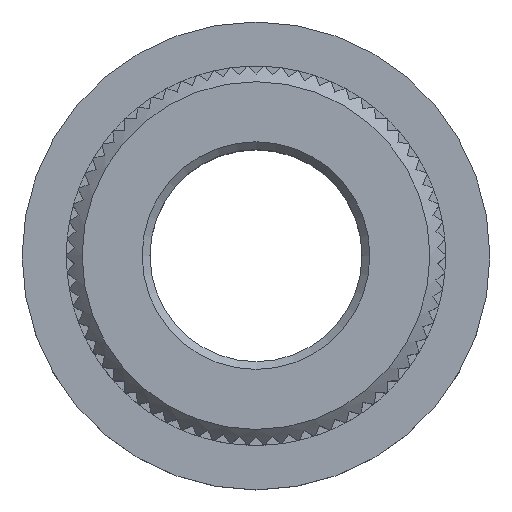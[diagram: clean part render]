
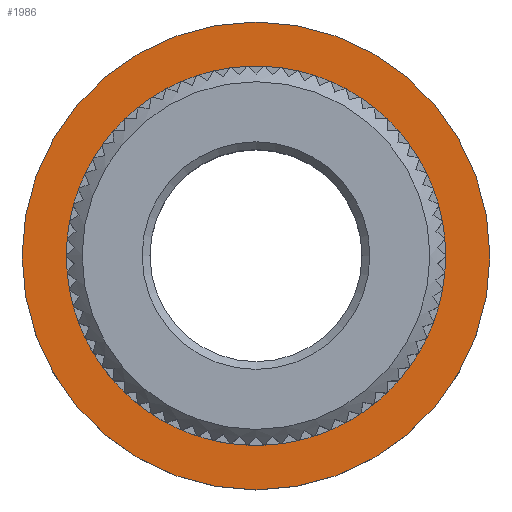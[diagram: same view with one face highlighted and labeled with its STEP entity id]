
A CAD part, top view. The second image highlights one B-rep face of the part: STEP entity #1986.
In plain terms, the highlighted planar face has unit normal (0, 0, 1).
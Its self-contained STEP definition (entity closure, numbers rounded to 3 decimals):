
#1384 = VERTEX_POINT ( 'NONE', #6803 ) ;
#1592 = FACE_OUTER_BOUND ( 'NONE', #4833, .T. ) ;
#1649 = PLANE ( 'NONE',  #5089 ) ;
#1986 = ADVANCED_FACE ( 'NONE', ( #7072, #1592 ), #1649, .T. ) ;
#2610 = CIRCLE ( 'NONE', #2837, 6.075 ) ;
#2711 = ORIENTED_EDGE ( 'NONE', *, *, #6450, .T. ) ;
#2712 = ORIENTED_EDGE ( 'NONE', *, *, #4383, .F. ) ;
#2779 = CARTESIAN_POINT ( 'NONE',  ( 0., 0., 2. ) ) ;
#2837 = AXIS2_PLACEMENT_3D ( 'NONE', #3658, #3686, #4894 ) ;
#2873 = DIRECTION ( 'NONE',  ( 0., 0., 1. ) ) ;
#2946 = CARTESIAN_POINT ( 'NONE',  ( 7.5, 0., 2. ) ) ;
#3658 = CARTESIAN_POINT ( 'NONE',  ( 0., 0., 2. ) ) ;
#3686 = DIRECTION ( 'NONE',  ( 0., 0., 1. ) ) ;
#3978 = CIRCLE ( 'NONE', #7032, 7.5 ) ;
#4383 = EDGE_CURVE ( 'NONE', #1384, #1384, #2610, .T. ) ;
#4816 = DIRECTION ( 'NONE',  ( 1., 0., 0. ) ) ;
#4833 = EDGE_LOOP ( 'NONE', ( #2711 ) ) ;
#4894 = DIRECTION ( 'NONE',  ( 1., 0., 0. ) ) ;
#5089 = AXIS2_PLACEMENT_3D ( 'NONE', #7108, #2873, #6258 ) ;
#5457 = EDGE_LOOP ( 'NONE', ( #2712 ) ) ;
#5538 = DIRECTION ( 'NONE',  ( 0., 0., 1. ) ) ;
#6258 = DIRECTION ( 'NONE',  ( 1., 0., 0. ) ) ;
#6450 = EDGE_CURVE ( 'NONE', #6884, #6884, #3978, .T. ) ;
#6803 = CARTESIAN_POINT ( 'NONE',  ( 6.075, 0., 2. ) ) ;
#6884 = VERTEX_POINT ( 'NONE', #2946 ) ;
#7032 = AXIS2_PLACEMENT_3D ( 'NONE', #2779, #5538, #4816 ) ;
#7072 = FACE_BOUND ( 'NONE', #5457, .T. ) ;
#7108 = CARTESIAN_POINT ( 'NONE',  ( 0., 0., 2. ) ) ;
